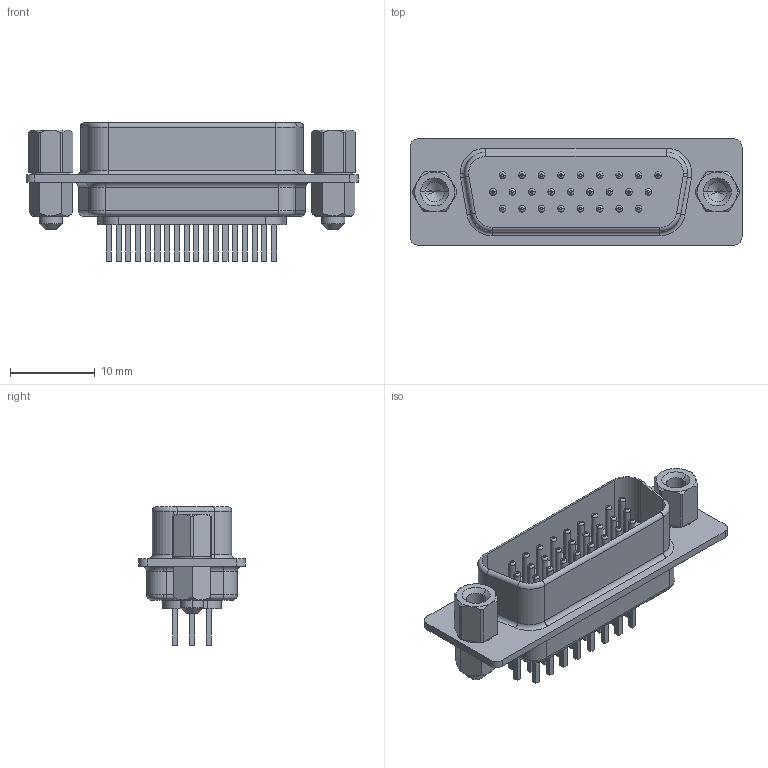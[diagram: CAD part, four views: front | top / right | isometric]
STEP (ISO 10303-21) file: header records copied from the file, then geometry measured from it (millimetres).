
FILE_DESCRIPTION (( 'STEP AP214' ), '1' );
FILE_NAME ('K86X-AD-26P-KJ-rA1.STEP', '2012-08-20T16:08:54', ( 'Daniel' ), ( 'Microsoft' ), 'SwSTEP 2.0', 'SolidWorks 2012', '' );
FILE_SCHEMA (( 'AUTOMOTIVE_DESIGN' ));
Length unit declared in the file: millimetre
Products named in the file (1): K86X-AD-26P-KJ-rA1
Bounding box: 39.14 x 12.55 x 16.3 mm (x, y, z)
Volume: 2278.2 mm3; surface area: 3107.2 mm2
Topology: 1 solids, 3 shells, 447 faces, 1011 edges, 629 vertices
Faces by surface type: plane 215, cylinder 122, torus 76, cone 34
Entity records: 14213 total; most frequent: CARTESIAN_POINT 2344, DIRECTION 2278, ORIENTED_EDGE 2014, EDGE_CURVE 1007, AXIS2_PLACEMENT_3D 859, VERTEX_POINT 629, LINE 560, VECTOR 560
